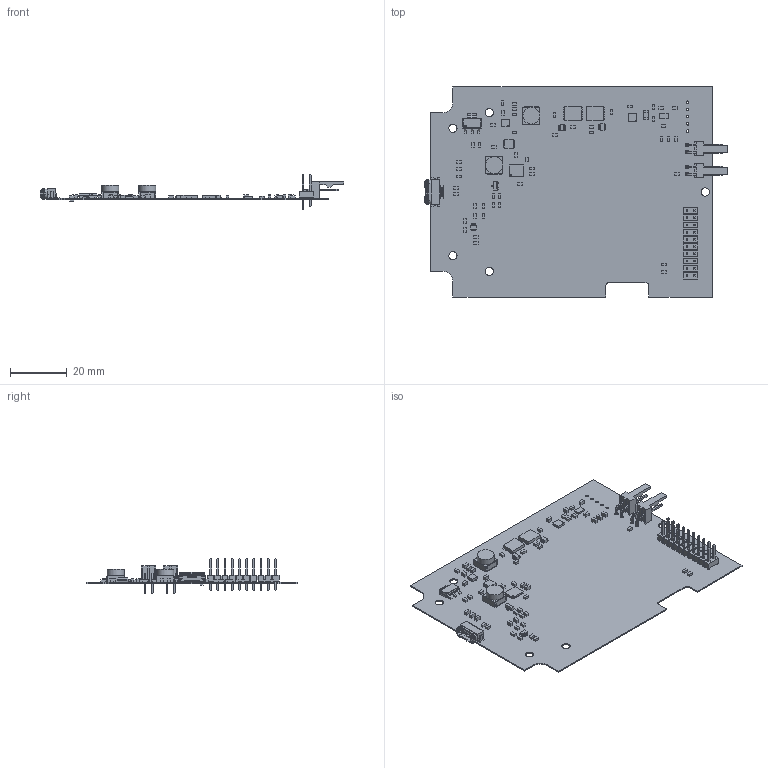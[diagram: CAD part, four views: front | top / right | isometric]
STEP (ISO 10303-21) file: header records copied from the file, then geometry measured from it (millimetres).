
FILE_DESCRIPTION(('Open CASCADE Model'),'2;1');
FILE_NAME('Open CASCADE Shape Model','2020-02-08T20:17:42',('Author'),( 'Open CASCADE'),'Open CASCADE STEP processor 6.8','Open CASCADE 6.8' ,'Unknown');
FILE_SCHEMA(('AUTOMOTIVE_DESIGN { 1 0 10303 214 1 1 1 1 }'));
Products named in the file (1): PCB
Bounding box: 107.12 x 74.1 x 12.18 mm (x, y, z)
Volume: 4031.1 mm3; surface area: 18187.7 mm2
Topology: 273 solids, 514 shells, 2637 faces, 6515 edges, 4672 vertices
Faces by surface type: plane 2194, cylinder 227, bspline 200, cone 16
Full cylindrical faces by diameter (mm): 0.125 x1, 0.312 x1, 0.375 x1, 0.438 x1, 0.5 x1, 0.85 x2, 0.9 x5, 1 x20, 1.2 x4, 2.9 x5, 6 x2
Entity records: 81402 total; most frequent: CARTESIAN_POINT 15657, DIRECTION 12089, ORIENTED_EDGE 11800, EDGE_CURVE 6515, LINE 5817, VECTOR 5817, VERTEX_POINT 4672, AXIS2_PLACEMENT_3D 3136
